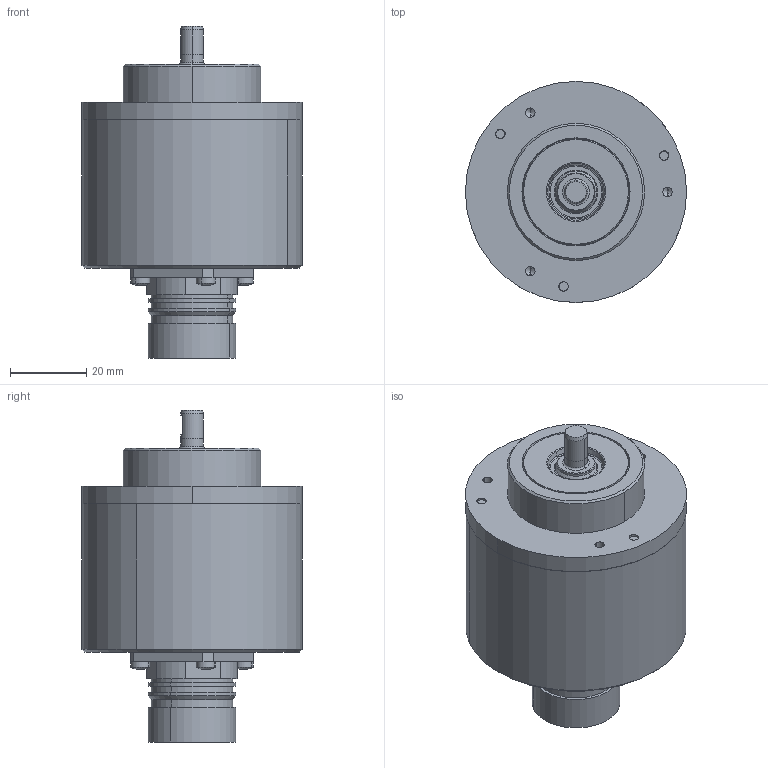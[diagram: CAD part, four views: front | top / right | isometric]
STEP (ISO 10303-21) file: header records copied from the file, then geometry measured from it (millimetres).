
FILE_DESCRIPTION((''),'2;1');
FILE_NAME('514556','2010-11-10T',('se2802'),(''),'PRO/ENGINEER BY PARAMETRIC TECHNOLOGY CORPORATION, 2010180','PRO/ENGINEER BY PARAMETRIC TECHNOLOGY CORPORATION, 2010180','');
FILE_SCHEMA(('CONFIG_CONTROL_DESIGN'));
Products named in the file (1): 514556
Bounding box: 58 x 58 x 87.1 mm (x, y, z)
Volume: 74303.2 mm3; surface area: 42642.6 mm2
Topology: 1 solids, 3 shells, 1474 faces, 4047 edges, 2632 vertices
Faces by surface type: cylinder 529, plane 477, extrusion 324, cone 68, torus 62, sphere 14
Entity records: 52497 total; most frequent: CARTESIAN_POINT 15335, ORIENTED_EDGE 8078, DIRECTION 7213, EDGE_CURVE 4039, AXIS2_PLACEMENT_3D 2632, VERTEX_POINT 2632, VECTOR 1949, EDGE_LOOP 1629
